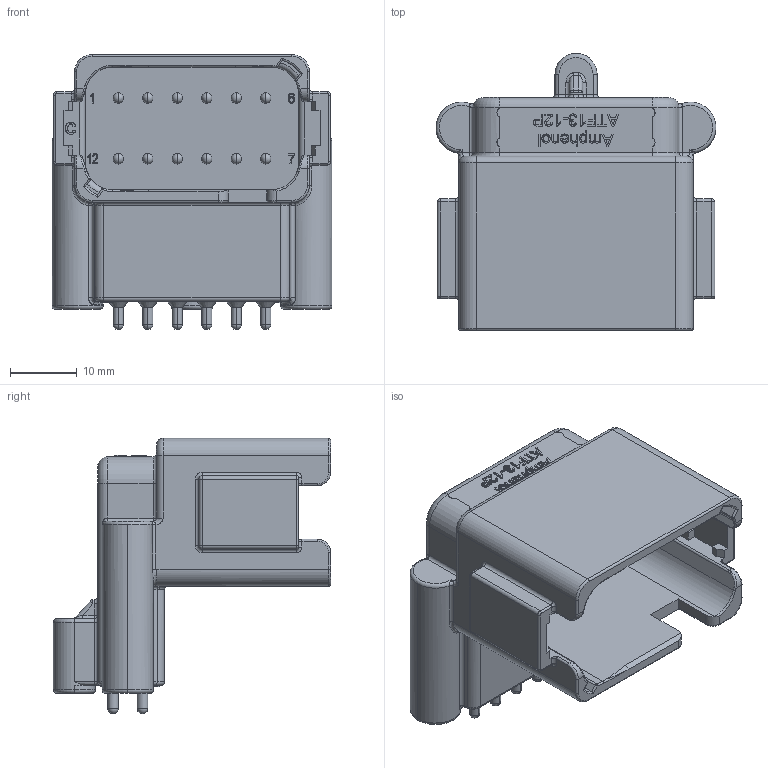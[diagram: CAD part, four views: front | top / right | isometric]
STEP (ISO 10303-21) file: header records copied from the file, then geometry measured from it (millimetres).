
FILE_DESCRIPTION((''),'2;1');
FILE_NAME('ATF13-12PC-BM31','2019-03-27T',('brook.ding'),(''),'PRO/ENGINEER BY PARAMETRIC TECHNOLOGY CORPORATION, 2016360','PRO/ENGINEER BY PARAMETRIC TECHNOLOGY CORPORATION, 2016360','');
FILE_SCHEMA(('CONFIG_CONTROL_DESIGN'));
Length unit declared in the file: millimetre
Products named in the file (1): ATF13-12PC-BM31
Bounding box: 41.95 x 41.55 x 41.25 mm (x, y, z)
Volume: 18392.4 mm3; surface area: 10302.5 mm2
Topology: 1 solids, 2 shells, 930 faces, 2494 edges, 1566 vertices
Faces by surface type: plane 301, extrusion 234, cylinder 197, torus 71, sphere 62, bspline 35, cone 30
Entity records: 33476 total; most frequent: CARTESIAN_POINT 11338, ORIENTED_EDGE 4864, DIRECTION 4021, EDGE_CURVE 2432, VERTEX_POINT 1566, VECTOR 1443, AXIS2_PLACEMENT_3D 1289, LINE 1209
